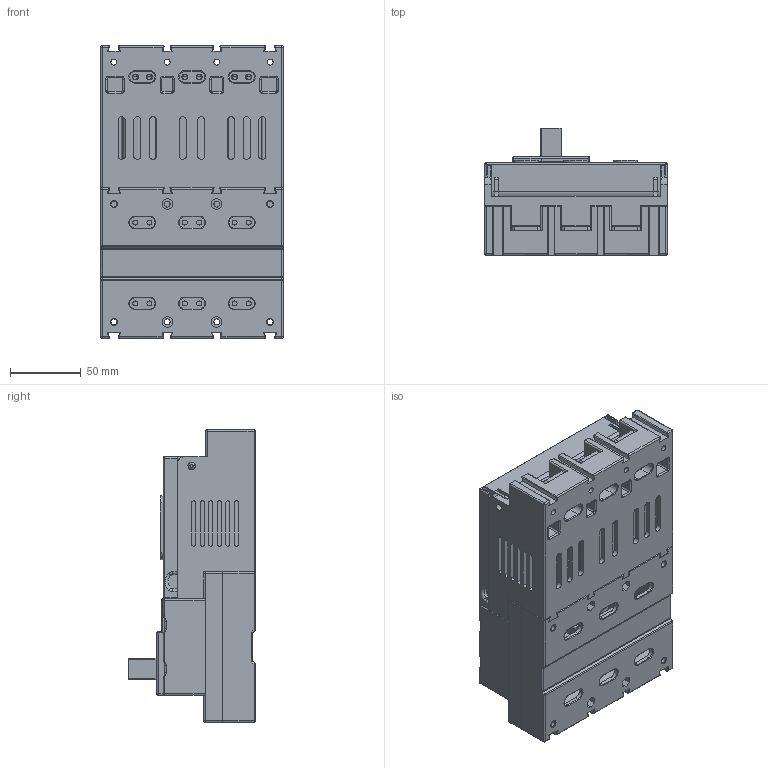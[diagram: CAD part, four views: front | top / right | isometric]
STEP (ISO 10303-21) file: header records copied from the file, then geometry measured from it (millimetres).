
FILE_DESCRIPTION((''),'2;1');
FILE_NAME('HGLX-160_ASM','2025-08-20T14:15:50',('Administrator'),(''),'CREO PARAMETRIC BY PTC INC, 2021023','CREO PARAMETRIC BY PTC INC, 2021023','');
FILE_SCHEMA(('CONFIG_CONTROL_DESIGN'));
Products named in the file (18): DIZUO; JINGCHUTOU; ZHONGBAN; SHANGGAI; ZHUANZHOU; HOUZUO; XIAGAI; JINGCHUTOU002; JINGCHUTOU003; RONGDUANQI; KAHUANG; ZHOU; NIUHUANG; TUIGAN; 1; 2; 3; HGLX-160_ASM
Assembly tree (30 placements, depth 2):
  HGLX-160_ASM
    DIZUO
    JINGCHUTOU  x3
    ZHONGBAN
    SHANGGAI
    ZHUANZHOU
    HOUZUO
    XIAGAI
    JINGCHUTOU002  x3
    JINGCHUTOU003  x3
    RONGDUANQI  x3
    KAHUANG  x6
    ZHOU
    NIUHUANG
    TUIGAN
    1
    2
    3
Bounding box: 128.5 x 89.5 x 206 mm (x, y, z)
Volume: 984188.9 mm3; surface area: 492855.6 mm2
Topology: 31 solids, 37 shells, 4153 faces, 11032 edges, 7044 vertices
Faces by surface type: plane 1990, cylinder 1541, bspline 224, torus 170, extrusion 156, sphere 66, cone 6
Entity records: 117446 total; most frequent: CARTESIAN_POINT 32978, ORIENTED_EDGE 17892, DIRECTION 16988, EDGE_CURVE 8964, VECTOR 5836, VERTEX_POINT 5692, LINE 5680, AXIS2_PLACEMENT_3D 5576
